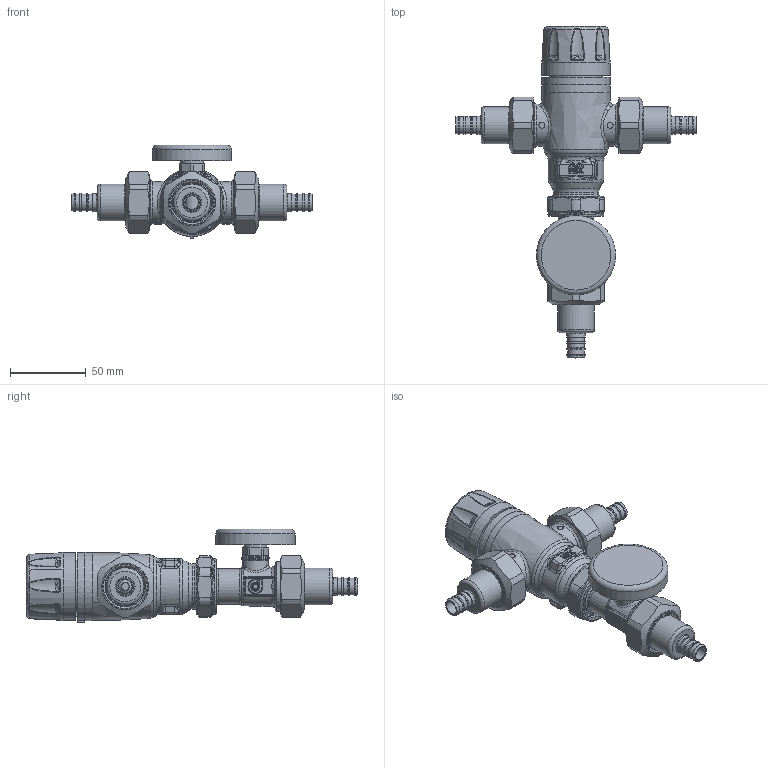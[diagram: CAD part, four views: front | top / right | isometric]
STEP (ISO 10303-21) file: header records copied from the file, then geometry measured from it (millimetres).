
FILE_DESCRIPTION(/* description */ (''),/* implementation_level */ '2;1');
FILE_NAME(/* name */ '521417AC.stp',/* time_stamp */ '2025-06-24T10:57:48-05:00',/* author */ ('ischreiner'),/* organization */ (''),/* preprocessor_version */ 'ST-DEVELOPER v20',/* originating_system */ 'Autodesk Inventor 2024',/* authorisation */ '');
FILE_SCHEMA (('AUTOMOTIVE_DESIGN { 1 0 10303 214 3 1 1 }'));
Products named in the file (10): 521417AC; 521101A; F61008 - 1 inch union nut; F0015057 PEX crimp 0.5  tailpiece for check; F0002466 probe asm 1 inch union; F0000603 probe with 1 inch male G thread; F0002386 drywell tin plated; NA11031 Temp Gauge; Neoperl OV20; F0000698 1 inch slip nut
Assembly tree (14 placements, depth 3):
  521417AC
    521101A
    F0015057 PEX crimp 0.5  tailpiece for check  x3
    F61008 - 1 inch union nut  x3
    F0002466 probe asm 1 inch union
      F0000603 probe with 1 inch male G thread
      F0002386 drywell tin plated
    NA11031 Temp Gauge
    Neoperl OV20  x2
    F0000698 1 inch slip nut
Bounding box: 158.93 x 219.31 x 61.9 mm (x, y, z)
Volume: 279285.3 mm3; surface area: 84190.8 mm2
Topology: 15 solids, 15 shells, 2419 faces, 5782 edges, 3338 vertices
Faces by surface type: bspline 735, cylinder 630, plane 630, torus 171, cone 147, sphere 106
Full cylindrical faces by diameter (mm): 2 x1, 4 x2, 5.24 x2, 8 x1, 9 x1, 9.017 x4, 10.008 x1, 11.176 x10, 11.227 x1, 11.43 x1, 11.5 x1, 11.963 x12, 12.6 x2, 12.954 x1, 13.5 x1, 13.6 x1, 15.24 x1, 15.875 x1, 16.55 x2, 17 x1, 18 x1, 19 x1, 19.55 x2, 19.6 x4, 20.091 x6, 20.574 x3, 20.6 x3, 21 x1, 22 x4, 23.5 x1
Entity records: 123003 total; most frequent: CARTESIAN_POINT 79104, ORIENTED_EDGE 9140, DIRECTION 8281, EDGE_CURVE 4570, AXIS2_PLACEMENT_3D 3404, VERTEX_POINT 2653, EDGE_LOOP 2087, FACE_OUTER_BOUND 2001
